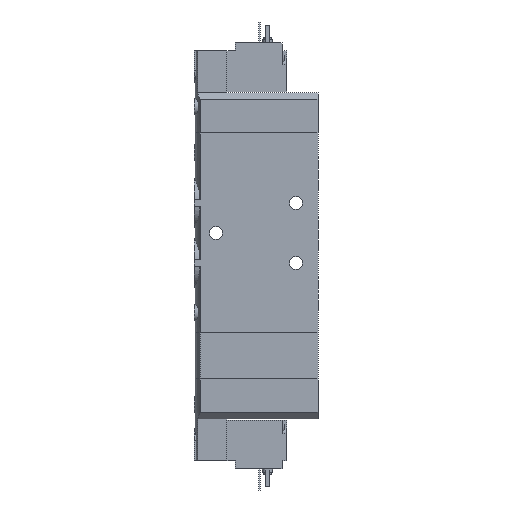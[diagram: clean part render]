
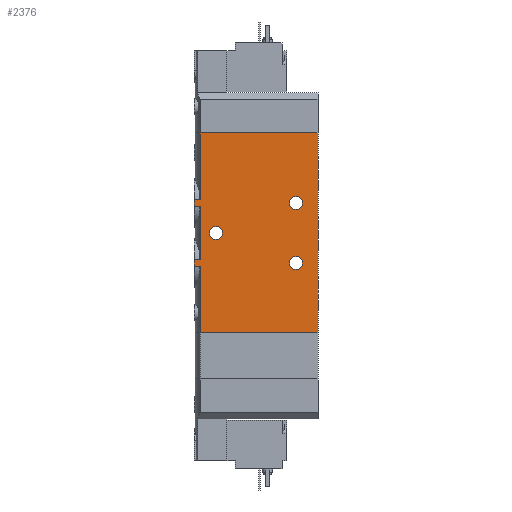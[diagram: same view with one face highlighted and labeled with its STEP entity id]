
A CAD part, left-side view. The second image highlights one B-rep face of the part: STEP entity #2376.
In plain terms, the highlighted face is planar.
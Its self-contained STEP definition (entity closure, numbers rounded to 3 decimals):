
#70=PLANE('',#2588);
#195=CIRCLE('',#2576,3.25);
#197=CIRCLE('',#2579,3.25);
#202=CIRCLE('',#2589,3.25);
#356=ORIENTED_EDGE('',*,*,#971,.T.);
#357=ORIENTED_EDGE('',*,*,#996,.T.);
#358=ORIENTED_EDGE('',*,*,#987,.F.);
#359=ORIENTED_EDGE('',*,*,#960,.T.);
#360=ORIENTED_EDGE('',*,*,#973,.T.);
#361=ORIENTED_EDGE('',*,*,#962,.T.);
#362=ORIENTED_EDGE('',*,*,#991,.F.);
#363=ORIENTED_EDGE('',*,*,#952,.T.);
#364=ORIENTED_EDGE('',*,*,#976,.T.);
#365=ORIENTED_EDGE('',*,*,#954,.T.);
#366=ORIENTED_EDGE('',*,*,#983,.F.);
#367=ORIENTED_EDGE('',*,*,#997,.F.);
#368=ORIENTED_EDGE('',*,*,#981,.F.);
#369=ORIENTED_EDGE('',*,*,#979,.F.);
#370=ORIENTED_EDGE('',*,*,#998,.F.);
#952=EDGE_CURVE('',#1283,#1282,#1512,.F.);
#954=EDGE_CURVE('',#1284,#1285,#1513,.T.);
#960=EDGE_CURVE('',#1291,#1290,#1516,.F.);
#962=EDGE_CURVE('',#1292,#1293,#1517,.T.);
#971=EDGE_CURVE('',#1302,#1301,#1521,.T.);
#973=EDGE_CURVE('',#1290,#1292,#1523,.T.);
#976=EDGE_CURVE('',#1282,#1284,#1525,.T.);
#979=EDGE_CURVE('',#1305,#1305,#195,.F.);
#981=EDGE_CURVE('',#1307,#1307,#197,.F.);
#983=EDGE_CURVE('',#1309,#1285,#1527,.T.);
#987=EDGE_CURVE('',#1291,#1312,#1529,.T.);
#991=EDGE_CURVE('',#1283,#1293,#1531,.T.);
#996=EDGE_CURVE('',#1301,#1312,#1535,.T.);
#997=EDGE_CURVE('',#1302,#1309,#1536,.T.);
#998=EDGE_CURVE('',#1316,#1316,#202,.F.);
#1282=VERTEX_POINT('',#3551);
#1283=VERTEX_POINT('',#3553);
#1284=VERTEX_POINT('',#3567);
#1285=VERTEX_POINT('',#3568);
#1290=VERTEX_POINT('',#3589);
#1291=VERTEX_POINT('',#3591);
#1292=VERTEX_POINT('',#3605);
#1293=VERTEX_POINT('',#3606);
#1301=VERTEX_POINT('',#3633);
#1302=VERTEX_POINT('',#3635);
#1305=VERTEX_POINT('',#3649);
#1307=VERTEX_POINT('',#3654);
#1309=VERTEX_POINT('',#3659);
#1312=VERTEX_POINT('',#3679);
#1316=VERTEX_POINT('',#3709);
#1512=LINE('',#3552,#1692);
#1513=LINE('',#3566,#1693);
#1516=LINE('',#3590,#1696);
#1517=LINE('',#3604,#1697);
#1521=LINE('',#3634,#1701);
#1523=LINE('',#3638,#1703);
#1525=LINE('',#3643,#1705);
#1527=LINE('',#3658,#1707);
#1529=LINE('',#3678,#1709);
#1531=LINE('',#3698,#1711);
#1535=LINE('',#3706,#1715);
#1536=LINE('',#3707,#1716);
#1692=VECTOR('',#2834,1000.);
#1693=VECTOR('',#2837,1000.);
#1696=VECTOR('',#2846,1000.);
#1697=VECTOR('',#2849,1000.);
#1701=VECTOR('',#2863,1000.);
#1703=VECTOR('',#2867,1000.);
#1705=VECTOR('',#2873,1000.);
#1707=VECTOR('',#2891,1000.);
#1709=VECTOR('',#2897,1000.);
#1711=VECTOR('',#2903,1000.);
#1715=VECTOR('',#2913,1000.);
#1716=VECTOR('',#2914,1000.);
#1896=EDGE_LOOP('',(#356,#357,#358,#359,#360,#361,#362,#363,#364,#365,#366,
#367));
#1897=EDGE_LOOP('',(#368));
#1898=EDGE_LOOP('',(#369));
#1899=EDGE_LOOP('',(#370));
#2113=FACE_BOUND('',#1896,.T.);
#2114=FACE_BOUND('',#1897,.T.);
#2115=FACE_BOUND('',#1898,.T.);
#2116=FACE_BOUND('',#1899,.T.);
#2376=ADVANCED_FACE('',(#2113,#2114,#2115,#2116),#70,.F.);
#2576=AXIS2_PLACEMENT_3D('',#3648,#2879,#2880);
#2579=AXIS2_PLACEMENT_3D('',#3653,#2885,#2886);
#2588=AXIS2_PLACEMENT_3D('',#3705,#2911,#2912);
#2589=AXIS2_PLACEMENT_3D('',#3708,#2915,#2916);
#2834=DIRECTION('',(0.,-1.,0.));
#2837=DIRECTION('',(0.,-1.,0.));
#2846=DIRECTION('',(0.,-1.,0.));
#2849=DIRECTION('',(0.,-1.,0.));
#2863=DIRECTION('',(-1.,0.,0.));
#2867=DIRECTION('',(1.,0.,0.));
#2873=DIRECTION('',(1.,0.,0.));
#2879=DIRECTION('',(0.,0.,1.));
#2880=DIRECTION('',(1.,0.,0.));
#2885=DIRECTION('',(0.,0.,1.));
#2886=DIRECTION('',(1.,0.,0.));
#2891=DIRECTION('',(-1.,0.,0.));
#2897=DIRECTION('',(-1.,0.,0.));
#2903=DIRECTION('',(-1.,0.,0.));
#2911=DIRECTION('',(0.,0.,1.));
#2912=DIRECTION('',(1.,0.,0.));
#2913=DIRECTION('',(0.,1.,0.));
#2914=DIRECTION('',(0.,1.,0.));
#2915=DIRECTION('',(0.,0.,1.));
#2916=DIRECTION('',(1.,0.,0.));
#3551=CARTESIAN_POINT('',(63.448,62.,-12.));
#3552=CARTESIAN_POINT('',(63.448,0.,-12.));
#3553=CARTESIAN_POINT('',(63.448,58.995,-12.));
#3566=CARTESIAN_POINT('',(66.552,0.,-12.));
#3567=CARTESIAN_POINT('',(66.552,62.,-12.));
#3568=CARTESIAN_POINT('',(66.552,58.995,-12.));
#3589=CARTESIAN_POINT('',(33.448,62.,-12.));
#3590=CARTESIAN_POINT('',(33.448,0.,-12.));
#3591=CARTESIAN_POINT('',(33.448,58.995,-12.));
#3604=CARTESIAN_POINT('',(36.552,0.,-12.));
#3605=CARTESIAN_POINT('',(36.552,62.,-12.));
#3606=CARTESIAN_POINT('',(36.552,58.995,-12.));
#3633=CARTESIAN_POINT('',(0.,0.,-12.));
#3634=CARTESIAN_POINT('',(100.,0.,-12.));
#3635=CARTESIAN_POINT('',(100.,0.,-12.));
#3638=CARTESIAN_POINT('',(35.,62.,-12.));
#3643=CARTESIAN_POINT('',(65.,62.,-12.));
#3648=CARTESIAN_POINT('',(35.,11.,-12.));
#3649=CARTESIAN_POINT('',(38.25,11.,-12.));
#3653=CARTESIAN_POINT('',(65.,11.,-12.));
#3654=CARTESIAN_POINT('',(68.25,11.,-12.));
#3658=CARTESIAN_POINT('',(100.,58.995,-12.));
#3659=CARTESIAN_POINT('',(100.,58.995,-12.));
#3678=CARTESIAN_POINT('',(100.,58.995,-12.));
#3679=CARTESIAN_POINT('',(0.,58.995,-12.));
#3698=CARTESIAN_POINT('',(100.,58.995,-12.));
#3705=CARTESIAN_POINT('',(100.,0.,-12.));
#3706=CARTESIAN_POINT('',(0.,0.,-12.));
#3707=CARTESIAN_POINT('',(100.,0.,-12.));
#3708=CARTESIAN_POINT('',(50.,51.,-12.));
#3709=CARTESIAN_POINT('',(53.25,51.,-12.));
